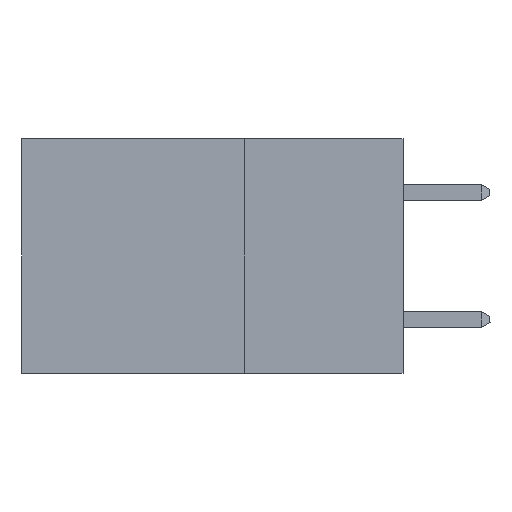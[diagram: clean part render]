
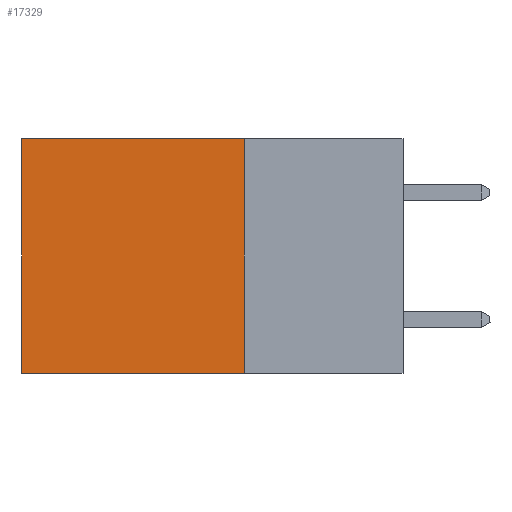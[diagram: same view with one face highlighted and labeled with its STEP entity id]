
A CAD part, left-side view. The second image highlights one B-rep face of the part: STEP entity #17329.
In plain terms, the highlighted planar face has unit normal (-1, 0, 0).
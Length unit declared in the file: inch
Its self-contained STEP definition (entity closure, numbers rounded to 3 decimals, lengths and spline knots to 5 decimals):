
#17 = VECTOR ( 'NONE', #233, 39.37008 ) ;
#73 = DIRECTION ( 'NONE',  ( 0., 1., 0. ) ) ;
#233 = DIRECTION ( 'NONE',  ( 0., 0., -1. ) ) ;
#2363 = CARTESIAN_POINT ( 'NONE',  ( 0.2875, 0.25, 0. ) ) ;
#3436 = VERTEX_POINT ( 'NONE', #25103 ) ;
#3666 = AXIS2_PLACEMENT_3D ( 'NONE', #19968, #4651, #4844 ) ;
#3729 = CARTESIAN_POINT ( 'NONE',  ( 0.2875, 0.25, -0.37 ) ) ;
#4427 = ORIENTED_EDGE ( 'NONE', *, *, #5009, .T. ) ;
#4470 = VECTOR ( 'NONE', #73, 39.37008 ) ;
#4651 = DIRECTION ( 'NONE',  ( 1., 0., 0. ) ) ;
#4844 = DIRECTION ( 'NONE',  ( 0., 0., -1. ) ) ;
#5009 = EDGE_CURVE ( 'NONE', #12922, #21914, #10411, .T. ) ;
#6261 = VECTOR ( 'NONE', #23601, 39.37008 ) ;
#6768 = PLANE ( 'NONE',  #3666 ) ;
#7440 = EDGE_CURVE ( 'NONE', #12922, #11959, #16599, .T. ) ;
#8373 = CARTESIAN_POINT ( 'NONE',  ( 0.2875, 0.25, 0. ) ) ;
#9920 = ORIENTED_EDGE ( 'NONE', *, *, #13475, .T. ) ;
#10411 = LINE ( 'NONE', #8373, #11022 ) ;
#10427 = LINE ( 'NONE', #19744, #4470 ) ;
#11022 = VECTOR ( 'NONE', #16958, 39.37008 ) ;
#11959 = VERTEX_POINT ( 'NONE', #3729 ) ;
#12922 = VERTEX_POINT ( 'NONE', #15578 ) ;
#13475 = EDGE_CURVE ( 'NONE', #21914, #3436, #21114, .T. ) ;
#15578 = CARTESIAN_POINT ( 'NONE',  ( 0.2875, 0.25, 0. ) ) ;
#15666 = EDGE_CURVE ( 'NONE', #11959, #3436, #10427, .T. ) ;
#15809 = ORIENTED_EDGE ( 'NONE', *, *, #15666, .F. ) ;
#16599 = LINE ( 'NONE', #2363, #6261 ) ;
#16958 = DIRECTION ( 'NONE',  ( 0., 1., 0. ) ) ;
#17315 = EDGE_LOOP ( 'NONE', ( #9920, #15809, #21071, #4427 ) ) ;
#17329 = ADVANCED_FACE ( 'NONE', ( #24019 ), #6768, .F. ) ;
#19744 = CARTESIAN_POINT ( 'NONE',  ( 0.2875, 0.25, -0.37 ) ) ;
#19968 = CARTESIAN_POINT ( 'NONE',  ( 0.2875, 0.25, 0. ) ) ;
#21071 = ORIENTED_EDGE ( 'NONE', *, *, #7440, .F. ) ;
#21114 = LINE ( 'NONE', #25846, #17 ) ;
#21914 = VERTEX_POINT ( 'NONE', #26614 ) ;
#23601 = DIRECTION ( 'NONE',  ( 0., 0., -1. ) ) ;
#24019 = FACE_OUTER_BOUND ( 'NONE', #17315, .T. ) ;
#25103 = CARTESIAN_POINT ( 'NONE',  ( 0.2875, 0.6, -0.37 ) ) ;
#25846 = CARTESIAN_POINT ( 'NONE',  ( 0.2875, 0.6, 0. ) ) ;
#26614 = CARTESIAN_POINT ( 'NONE',  ( 0.2875, 0.6, 0. ) ) ;
